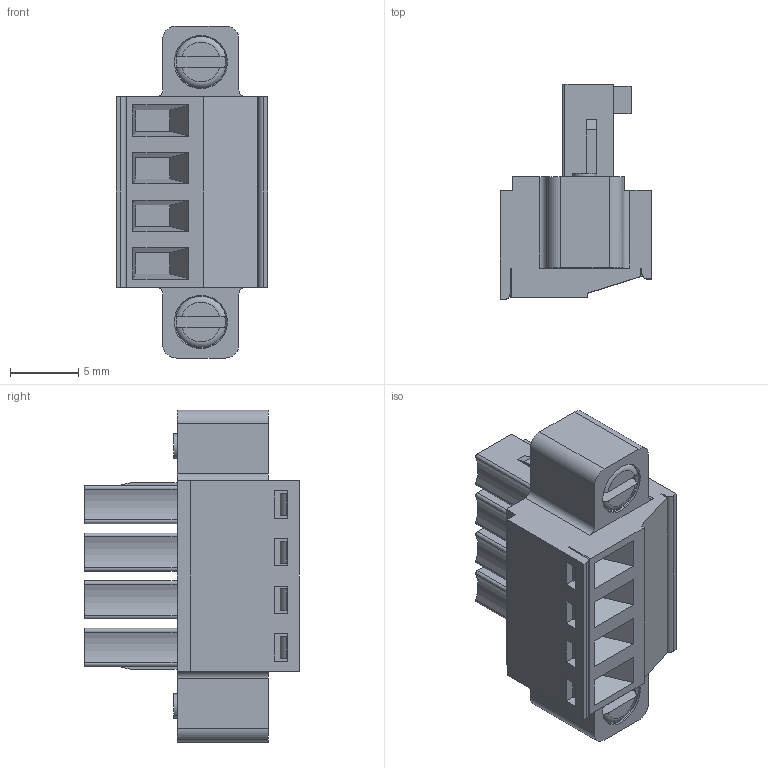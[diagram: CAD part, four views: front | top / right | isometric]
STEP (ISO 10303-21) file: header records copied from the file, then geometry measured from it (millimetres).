
FILE_DESCRIPTION(/* description */ (''),/* implementation_level */ '2;1');
FILE_NAME(/* name */ '822-03-PJB-3.5-04-3-1.stp',/* time_stamp */ '2026-03-12T11:26:54+01:00',/* author */ ('Andreas.Larin'),/* organization */ (''),/* preprocessor_version */ 'ST-DEVELOPER v20',/* originating_system */ 'Autodesk Inventor 2025',/* authorisation */ '');
FILE_SCHEMA (('AUTOMOTIVE_DESIGN { 1 0 10303 214 3 1 1 }'));
Products named in the file (1): 822-03-PJB-3.5-04-3-1
Bounding box: 11.1 x 15.8 x 24.4 mm (x, y, z)
Volume: 1289.8 mm3; surface area: 3424.8 mm2
Topology: 4 solids, 4 shells, 850 faces, 2330 edges, 1513 vertices
Faces by surface type: plane 514, cylinder 253, bspline 49, torus 18, cone 16
Full cylindrical faces by diameter (mm): 1.3 x4, 1.6 x2, 1.78 x2, 2 x38, 2.1 x4, 2.33 x4, 2.5 x20, 2.6 x2, 2.7 x4, 2.711 x4, 3.9 x4
Entity records: 47180 total; most frequent: CARTESIAN_POINT 25737, ORIENTED_EDGE 4660, DIRECTION 4135, EDGE_CURVE 2330, LINE 1587, VECTOR 1587, VERTEX_POINT 1513, AXIS2_PLACEMENT_3D 1274
